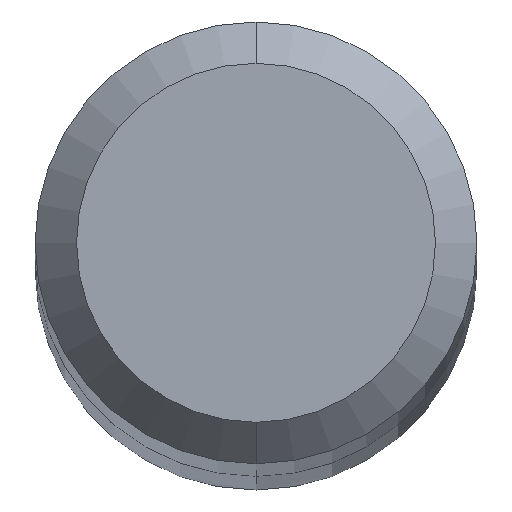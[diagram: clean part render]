
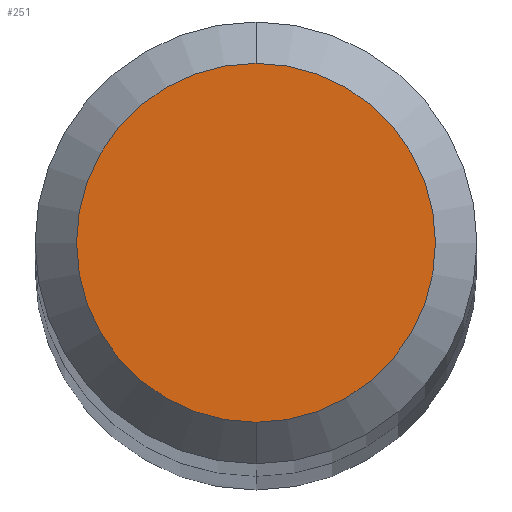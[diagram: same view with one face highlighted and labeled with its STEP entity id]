
A CAD part, top view. The second image highlights one B-rep face of the part: STEP entity #251.
In plain terms, the highlighted planar face has unit normal (0, 0, 1).
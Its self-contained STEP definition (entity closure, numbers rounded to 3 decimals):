
#199=VERTEX_POINT('',#462);
#207=VERTEX_POINT('',#471);
#251=ADVANCED_FACE('',(#522),#523,.T.);
#253=EDGE_CURVE('',#207,#199,#525,.T.);
#319=EDGE_CURVE('',#199,#207,#597,.T.);
#462=CARTESIAN_POINT('',(0.0,1.3,50.0));
#471=CARTESIAN_POINT('',(0.,-1.3,50.0));
#522=FACE_OUTER_BOUND('',#907,.T.);
#523=PLANE('',#908);
#525=CIRCLE('',#911,1.3);
#597=CIRCLE('',#1114,1.3);
#907=EDGE_LOOP('',(#1426,#1427));
#908=AXIS2_PLACEMENT_3D('',#1428,#1429,#1430);
#911=AXIS2_PLACEMENT_3D('',#1431,#1432,#1433);
#1114=AXIS2_PLACEMENT_3D('',#1516,#1517,#1518);
#1426=ORIENTED_EDGE('',*,*,#319,.F.);
#1427=ORIENTED_EDGE('',*,*,#253,.F.);
#1428=CARTESIAN_POINT('',(0.0,0.65,50.0));
#1429=DIRECTION('',(0.0,0.0,1.0));
#1430=DIRECTION('',(0.0,-1.0,0.0));
#1431=CARTESIAN_POINT('',(0.0,0.0,50.0));
#1432=DIRECTION('',(0.0,0.0,-1.0));
#1433=DIRECTION('',(0.0,1.0,0.0));
#1516=CARTESIAN_POINT('',(0.0,0.0,50.0));
#1517=DIRECTION('',(0.0,0.0,-1.0));
#1518=DIRECTION('',(0.0,1.0,0.0));
